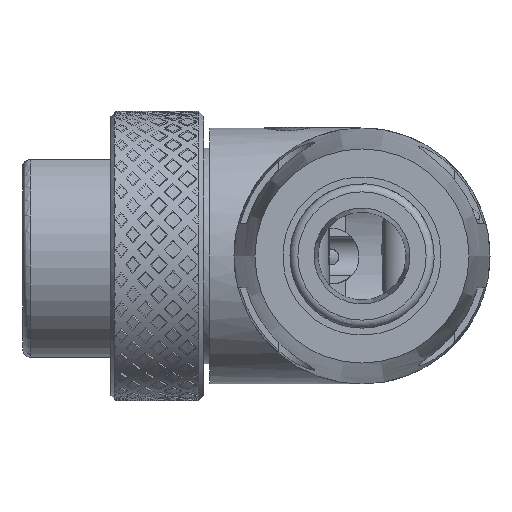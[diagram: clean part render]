
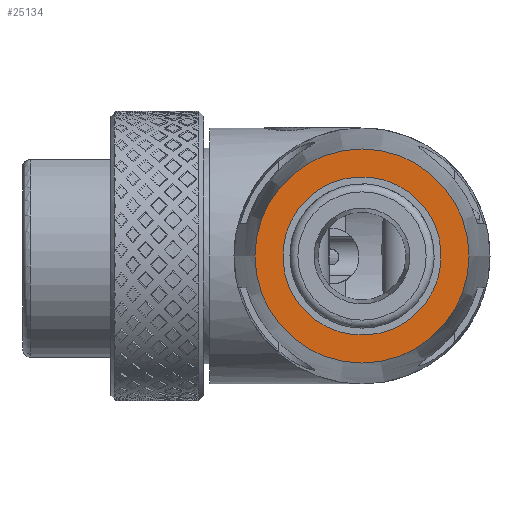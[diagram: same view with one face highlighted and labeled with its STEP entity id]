
A CAD part, front view. The second image highlights one B-rep face of the part: STEP entity #25134.
In plain terms, the highlighted planar face has unit normal (0, -1, 0).
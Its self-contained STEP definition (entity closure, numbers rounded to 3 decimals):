
#2657=PLANE('',#28647);
#3001=FACE_BOUND('',#5997,.T.);
#4366=FACE_OUTER_BOUND('',#5996,.T.);
#5996=EDGE_LOOP('',(#21777));
#5997=EDGE_LOOP('',(#21778));
#8671=CIRCLE('',#25242,4.949);
#9167=CIRCLE('',#28648,6.688);
#9225=VERTEX_POINT('',#37243);
#11454=VERTEX_POINT('',#45420);
#11545=EDGE_CURVE('',#9225,#9225,#8671,.T.);
#14923=EDGE_CURVE('',#11454,#11454,#9167,.T.);
#21777=ORIENTED_EDGE('',*,*,#14923,.T.);
#21778=ORIENTED_EDGE('',*,*,#11545,.T.);
#25134=ADVANCED_FACE('',(#4366,#3001),#2657,.T.);
#25242=AXIS2_PLACEMENT_3D('',#37244,#28780,#28781);
#28647=AXIS2_PLACEMENT_3D('',#45419,#36784,#36785);
#28648=AXIS2_PLACEMENT_3D('',#45421,#36786,#36787);
#28780=DIRECTION('center_axis',(0.,1.,0.));
#28781=DIRECTION('ref_axis',(0.439,0.,0.899));
#36784=DIRECTION('center_axis',(0.,-1.,0.));
#36785=DIRECTION('ref_axis',(1.,0.,0.));
#36786=DIRECTION('center_axis',(0.,-1.,0.));
#36787=DIRECTION('ref_axis',(1.,0.,0.));
#37243=CARTESIAN_POINT('',(-11.698,-23.922,-4.447));
#37244=CARTESIAN_POINT('Origin',(-9.527,-23.922,0.));
#45419=CARTESIAN_POINT('Origin',(-9.527,-23.922,0.));
#45420=CARTESIAN_POINT('',(-16.215,-23.922,0.));
#45421=CARTESIAN_POINT('Origin',(-9.527,-23.922,0.));
